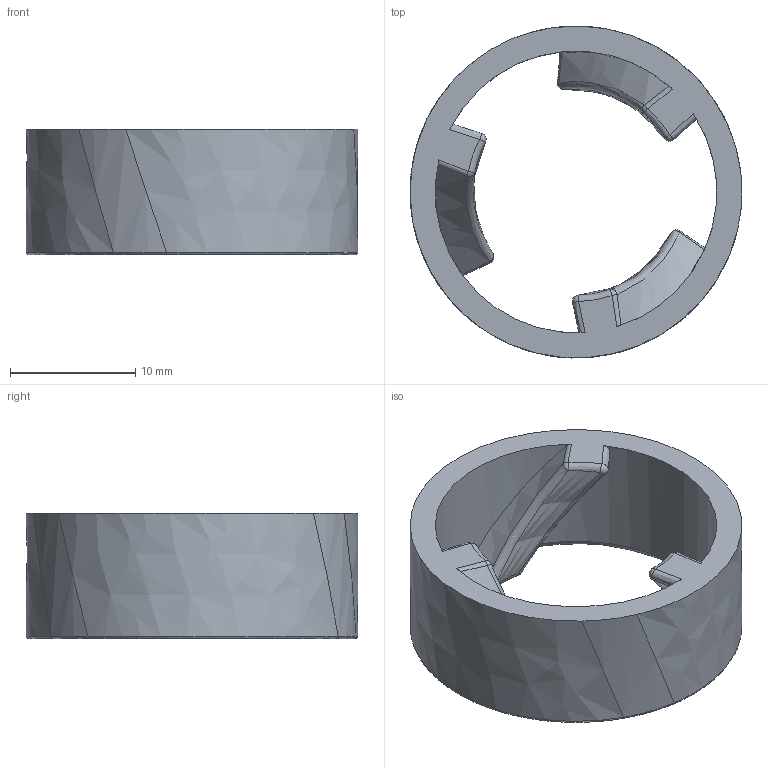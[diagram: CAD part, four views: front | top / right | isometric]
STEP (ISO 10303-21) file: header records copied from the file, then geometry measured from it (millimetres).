
FILE_DESCRIPTION(/* description */ (''),/* implementation_level */ '2;1');
FILE_NAME(/* name */ 'Tor_base_fin_R1.stp',/* time_stamp */ '2023-03-17T11:17:03+01:00',/* author */ ('jkocar'),/* organization */ (''),/* preprocessor_version */ 'ST-DEVELOPER v18.1',/* originating_system */ 'Autodesk Inventor 2022',/* authorisation */ '');
FILE_SCHEMA (('AUTOMOTIVE_DESIGN { 1 0 10303 214 3 1 1 }'));
Length unit declared in the file: millimetre
Products named in the file (1): Tor_base_fin_R1
Bounding box: 26.5 x 26.5 x 10 mm (x, y, z)
Volume: 1886.3 mm3; surface area: 2097 mm2
Topology: 1 solids, 1 shells, 65 faces, 150 edges, 87 vertices
Faces by surface type: bspline 39, sphere 12, torus 6, cylinder 6, plane 2
Entity records: 3254 total; most frequent: CARTESIAN_POINT 1986, ORIENTED_EDGE 300, DIRECTION 180, EDGE_CURVE 150, AXIS2_PLACEMENT_3D 90, B_SPLINE_CURVE_WITH_KNOTS 87, VERTEX_POINT 87, EDGE_LOOP 67
